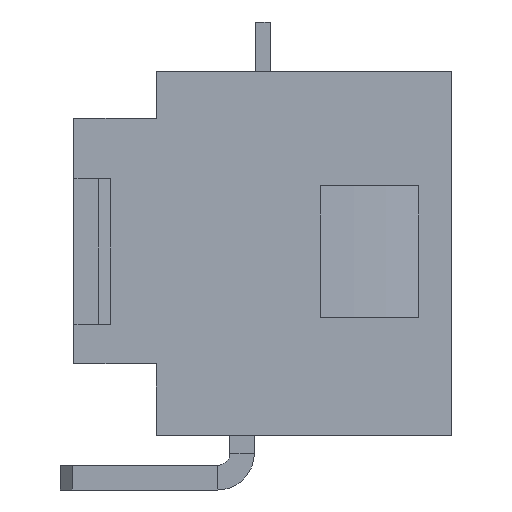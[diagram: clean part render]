
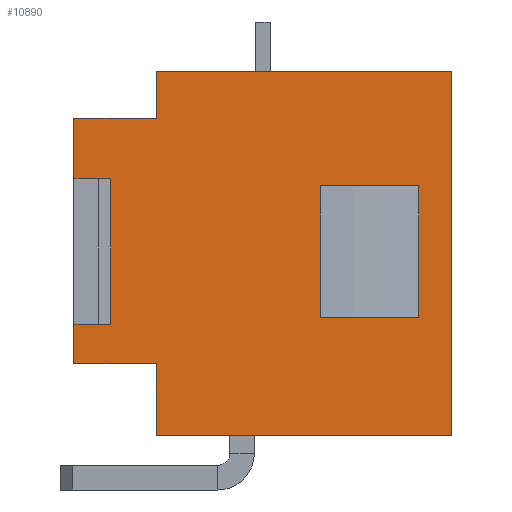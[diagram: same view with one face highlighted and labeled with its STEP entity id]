
A CAD part, left-side view. The second image highlights one B-rep face of the part: STEP entity #10890.
In plain terms, the highlighted planar face has unit normal (-1, -0.018, 0).
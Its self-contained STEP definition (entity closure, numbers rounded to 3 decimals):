
#390=DIRECTION('',(0.,0.,1.));
#391=VECTOR('',#390,2.46);
#392=CARTESIAN_POINT('',(-3.743,15.55,-5.53));
#393=LINE('',#392,#391);
#397=DIRECTION('',(0.,0.,1.));
#398=VECTOR('',#397,1.92);
#399=CARTESIAN_POINT('',(-3.685,12.2,-3.07));
#400=LINE('',#399,#398);
#404=DIRECTION('',(0.017,-1.,0.));
#405=VECTOR('',#404,12.052);
#406=CARTESIAN_POINT('',(-3.685,12.2,-1.15));
#407=LINE('',#406,#405);
#411=DIRECTION('',(0.,0.,-1.));
#412=VECTOR('',#411,14.85);
#413=CARTESIAN_POINT('',(-3.475,0.15,-1.15));
#414=LINE('',#413,#412);
#418=DIRECTION('',(-0.017,1.,0.));
#419=VECTOR('',#418,12.052);
#420=CARTESIAN_POINT('',(-3.475,0.15,-16.));
#421=LINE('',#420,#419);
#425=DIRECTION('',(0.,0.,1.));
#426=VECTOR('',#425,2.93);
#427=CARTESIAN_POINT('',(-3.685,12.2,-16.));
#428=LINE('',#427,#426);
#432=DIRECTION('',(-0.017,1.,0.));
#433=VECTOR('',#432,3.351);
#434=CARTESIAN_POINT('',(-3.685,12.2,-13.07));
#435=LINE('',#434,#433);
#439=DIRECTION('',(0.,0.,1.));
#440=VECTOR('',#439,1.6);
#441=CARTESIAN_POINT('',(-3.743,15.55,-13.07));
#442=LINE('',#441,#440);
#446=DIRECTION('',(0.,0.,-1.));
#447=VECTOR('',#446,5.94);
#448=CARTESIAN_POINT('',(-3.717,14.05,-5.53));
#449=LINE('',#448,#447);
#467=DIRECTION('',(0.017,-1.,0.));
#468=VECTOR('',#467,1.5);
#469=CARTESIAN_POINT('',(-3.743,15.55,-5.53));
#470=LINE('',#469,#468);
#502=DIRECTION('',(-0.017,1.,0.));
#503=VECTOR('',#502,1.5);
#504=CARTESIAN_POINT('',(-3.717,14.05,-11.47));
#505=LINE('',#504,#503);
#8379=DIRECTION('',(-0.017,1.,0.));
#8380=VECTOR('',#8379,3.351);
#8381=CARTESIAN_POINT('',(-3.685,12.2,-3.07));
#8382=LINE('',#8381,#8380);
#8911=DIRECTION('',(0.017,-1.,0.));
#8912=VECTOR('',#8911,4.001);
#8913=CARTESIAN_POINT('',(-3.568,5.5,-5.83));
#8914=LINE('',#8913,#8912);
#8918=DIRECTION('',(0.,0.,-1.));
#8919=VECTOR('',#8918,5.34);
#8920=CARTESIAN_POINT('',(-3.498,1.5,-5.83));
#8921=LINE('',#8920,#8919);
#8933=DIRECTION('',(-0.017,1.,0.));
#8934=VECTOR('',#8933,4.001);
#8935=CARTESIAN_POINT('',(-3.498,1.5,-11.17));
#8936=LINE('',#8935,#8934);
#8948=DIRECTION('',(0.,0.,1.));
#8949=VECTOR('',#8948,5.34);
#8950=CARTESIAN_POINT('',(-3.568,5.5,-11.17));
#8951=LINE('',#8950,#8949);
#9044=CARTESIAN_POINT('',(-3.475,0.15,-16.));
#9045=CARTESIAN_POINT('',(-3.685,12.2,-16.));
#9046=VERTEX_POINT('',#9044);
#9047=VERTEX_POINT('',#9045);
#9502=CARTESIAN_POINT('',(-3.475,0.15,-1.15));
#9503=VERTEX_POINT('',#9502);
#9627=CARTESIAN_POINT('',(-3.685,12.2,-1.15));
#9628=VERTEX_POINT('',#9627);
#9888=CARTESIAN_POINT('',(-3.685,12.2,-13.07));
#9889=VERTEX_POINT('',#9888);
#9890=CARTESIAN_POINT('',(-3.685,12.2,-3.07));
#9891=VERTEX_POINT('',#9890);
#9892=CARTESIAN_POINT('',(-3.743,15.55,-13.07));
#9894=VERTEX_POINT('',#9892);
#9898=CARTESIAN_POINT('',(-3.743,15.55,-5.53));
#9899=CARTESIAN_POINT('',(-3.743,15.55,-3.07));
#9900=VERTEX_POINT('',#9898);
#9901=VERTEX_POINT('',#9899);
#9906=CARTESIAN_POINT('',(-3.743,15.55,-11.47));
#9907=VERTEX_POINT('',#9906);
#9910=CARTESIAN_POINT('',(-3.717,14.05,-5.53));
#9911=CARTESIAN_POINT('',(-3.717,14.05,-11.47));
#9912=VERTEX_POINT('',#9910);
#9913=VERTEX_POINT('',#9911);
#9914=CARTESIAN_POINT('',(-3.568,5.5,-5.83));
#9915=CARTESIAN_POINT('',(-3.498,1.5,-5.83));
#9916=VERTEX_POINT('',#9914);
#9917=VERTEX_POINT('',#9915);
#9918=CARTESIAN_POINT('',(-3.568,5.5,-11.17));
#9919=VERTEX_POINT('',#9918);
#9920=CARTESIAN_POINT('',(-3.498,1.5,-11.17));
#9921=VERTEX_POINT('',#9920);
#10850=CARTESIAN_POINT('',(-3.65,10.2,-19.599));
#10851=DIRECTION('',(-1.,-0.017,0.));
#10852=DIRECTION('',(0.,0.,1.));
#10853=AXIS2_PLACEMENT_3D('',#10850,#10851,#10852);
#10854=PLANE('',#10853);
#10856=ORIENTED_EDGE('',*,*,#10855,.F.);
#10858=ORIENTED_EDGE('',*,*,#10857,.F.);
#10860=ORIENTED_EDGE('',*,*,#10859,.T.);
#10862=ORIENTED_EDGE('',*,*,#10861,.F.);
#10864=ORIENTED_EDGE('',*,*,#10863,.T.);
#10866=ORIENTED_EDGE('',*,*,#10865,.T.);
#10868=ORIENTED_EDGE('',*,*,#10867,.T.);
#10869=ORIENTED_EDGE('',*,*,#10547,.T.);
#10871=ORIENTED_EDGE('',*,*,#10870,.T.);
#10873=ORIENTED_EDGE('',*,*,#10872,.T.);
#10875=ORIENTED_EDGE('',*,*,#10874,.T.);
#10877=ORIENTED_EDGE('',*,*,#10876,.F.);
#10878=EDGE_LOOP('',(#10856,#10858,#10860,#10862,#10864,#10866,#10868,#10869,
#10871,#10873,#10875,#10877));
#10879=FACE_OUTER_BOUND('',#10878,.F.);
#10881=ORIENTED_EDGE('',*,*,#10880,.F.);
#10883=ORIENTED_EDGE('',*,*,#10882,.F.);
#10885=ORIENTED_EDGE('',*,*,#10884,.F.);
#10887=ORIENTED_EDGE('',*,*,#10886,.F.);
#10888=EDGE_LOOP('',(#10881,#10883,#10885,#10887));
#10889=FACE_BOUND('',#10888,.F.);
#10890=ADVANCED_FACE('',(#10879,#10889),#10854,.T.);
#10547=EDGE_CURVE('',#9046,#9047,#421,.T.);
#10855=EDGE_CURVE('',#9912,#9913,#449,.T.);
#10857=EDGE_CURVE('',#9900,#9912,#470,.T.);
#10859=EDGE_CURVE('',#9900,#9901,#393,.T.);
#10861=EDGE_CURVE('',#9891,#9901,#8382,.T.);
#10863=EDGE_CURVE('',#9891,#9628,#400,.T.);
#10865=EDGE_CURVE('',#9628,#9503,#407,.T.);
#10867=EDGE_CURVE('',#9503,#9046,#414,.T.);
#10870=EDGE_CURVE('',#9047,#9889,#428,.T.);
#10872=EDGE_CURVE('',#9889,#9894,#435,.T.);
#10874=EDGE_CURVE('',#9894,#9907,#442,.T.);
#10876=EDGE_CURVE('',#9913,#9907,#505,.T.);
#10880=EDGE_CURVE('',#9916,#9917,#8914,.T.);
#10882=EDGE_CURVE('',#9919,#9916,#8951,.T.);
#10884=EDGE_CURVE('',#9921,#9919,#8936,.T.);
#10886=EDGE_CURVE('',#9917,#9921,#8921,.T.);
